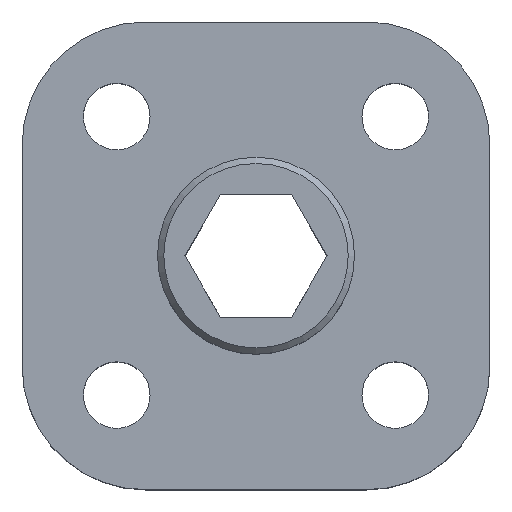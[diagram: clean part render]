
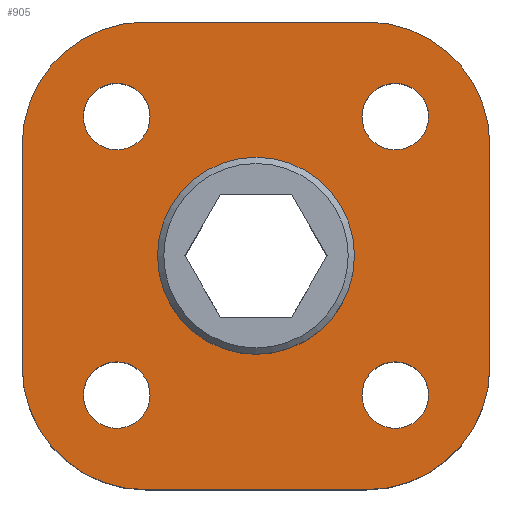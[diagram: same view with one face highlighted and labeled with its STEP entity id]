
A CAD part, top view. The second image highlights one B-rep face of the part: STEP entity #905.
In plain terms, the highlighted planar face has unit normal (0, 0, 1).
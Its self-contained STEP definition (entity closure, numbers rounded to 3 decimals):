
#41 = CARTESIAN_POINT ( 'NONE',  ( 9.5, -4.5, 7. ) ) ;
#44 = AXIS2_PLACEMENT_3D ( 'NONE', #1715, #1699, #1691 ) ;
#52 = VERTEX_POINT ( 'NONE', #1000 ) ;
#77 = EDGE_CURVE ( 'NONE', #2485, #52, #1403, .T. ) ;
#96 = EDGE_CURVE ( 'NONE', #1081, #458, #1118, .T. ) ;
#112 = AXIS2_PLACEMENT_3D ( 'NONE', #2968, #2949, #2925 ) ;
#273 = VECTOR ( 'NONE', #1987, 1000. ) ;
#344 = ORIENTED_EDGE ( 'NONE', *, *, #1889, .F. ) ;
#393 = EDGE_CURVE ( 'NONE', #3037, #2192, #1304, .T. ) ;
#436 = DIRECTION ( 'NONE',  ( 1., 0., 0. ) ) ;
#458 = VERTEX_POINT ( 'NONE', #1446 ) ;
#492 = AXIS2_PLACEMENT_3D ( 'NONE', #2293, #2285, #2278 ) ;
#498 = EDGE_LOOP ( 'NONE', ( #2980 ) ) ;
#605 = EDGE_CURVE ( 'NONE', #458, #2485, #1481, .T. ) ;
#632 = ORIENTED_EDGE ( 'NONE', *, *, #77, .T. ) ;
#687 = CARTESIAN_POINT ( 'NONE',  ( -4.5, -4.5, 7. ) ) ;
#699 = AXIS2_PLACEMENT_3D ( 'NONE', #687, #1898, #436 ) ;
#732 = DIRECTION ( 'NONE',  ( 0., 0., 1. ) ) ;
#736 = VERTEX_POINT ( 'NONE', #1722 ) ;
#775 = EDGE_CURVE ( 'NONE', #52, #2016, #1349, .T. ) ;
#791 = ORIENTED_EDGE ( 'NONE', *, *, #775, .T. ) ;
#813 = DIRECTION ( 'NONE',  ( 0., 0., 1. ) ) ;
#905 = ADVANCED_FACE ( 'NONE', ( #3014, #3001, #2975, #2981, #2987, #2992 ), #3030, .T. ) ;
#915 = CARTESIAN_POINT ( 'NONE',  ( 9.5, 4.5, 7. ) ) ;
#932 = CARTESIAN_POINT ( 'NONE',  ( -4.5, 4.5, 7. ) ) ;
#964 = CIRCLE ( 'NONE', #1487, 1.353 ) ;
#986 = DIRECTION ( 'NONE',  ( 1., 0., 0. ) ) ;
#1000 = CARTESIAN_POINT ( 'NONE',  ( -9.5, -4.5, 7. ) ) ;
#1006 = VERTEX_POINT ( 'NONE', #1960 ) ;
#1011 = EDGE_CURVE ( 'NONE', #736, #736, #1676, .T. ) ;
#1035 = ORIENTED_EDGE ( 'NONE', *, *, #1493, .T. ) ;
#1052 = CARTESIAN_POINT ( 'NONE',  ( -9.5, 9.5, 7. ) ) ;
#1059 = EDGE_CURVE ( 'NONE', #2016, #3037, #2499, .T. ) ;
#1073 = AXIS2_PLACEMENT_3D ( 'NONE', #1411, #1401, #1390 ) ;
#1081 = VERTEX_POINT ( 'NONE', #2447 ) ;
#1118 = LINE ( 'NONE', #1052, #2161 ) ;
#1125 = CARTESIAN_POINT ( 'NONE',  ( -4.5, -9.5, 7. ) ) ;
#1133 = VECTOR ( 'NONE', #2478, 1000. ) ;
#1148 = ORIENTED_EDGE ( 'NONE', *, *, #96, .T. ) ;
#1162 = EDGE_CURVE ( 'NONE', #2855, #1081, #2766, .T. ) ;
#1238 = CARTESIAN_POINT ( 'NONE',  ( -9.5, 9.5, 7. ) ) ;
#1304 = CIRCLE ( 'NONE', #3103, 5. ) ;
#1309 = EDGE_LOOP ( 'NONE', ( #344 ) ) ;
#1339 = EDGE_LOOP ( 'NONE', ( #2695 ) ) ;
#1344 = ORIENTED_EDGE ( 'NONE', *, *, #605, .T. ) ;
#1349 = CIRCLE ( 'NONE', #699, 5. ) ;
#1390 = DIRECTION ( 'NONE',  ( 1., 0., 0. ) ) ;
#1401 = DIRECTION ( 'NONE',  ( 0., 0., 1. ) ) ;
#1403 = LINE ( 'NONE', #1238, #2865 ) ;
#1411 = CARTESIAN_POINT ( 'NONE',  ( 5.657, -5.657, 7. ) ) ;
#1446 = CARTESIAN_POINT ( 'NONE',  ( -4.5, 9.5, 7. ) ) ;
#1471 = EDGE_LOOP ( 'NONE', ( #1035, #1538, #1148, #1344, #632, #791, #2413, #1949 ) ) ;
#1481 = CIRCLE ( 'NONE', #1486, 5. ) ;
#1486 = AXIS2_PLACEMENT_3D ( 'NONE', #932, #732, #986 ) ;
#1487 = AXIS2_PLACEMENT_3D ( 'NONE', #1921, #1907, #1893 ) ;
#1490 = AXIS2_PLACEMENT_3D ( 'NONE', #2971, #2953, #2940 ) ;
#1493 = EDGE_CURVE ( 'NONE', #2192, #2855, #2009, .T. ) ;
#1494 = VERTEX_POINT ( 'NONE', #2430 ) ;
#1519 = EDGE_CURVE ( 'NONE', #1494, #1494, #964, .T. ) ;
#1538 = ORIENTED_EDGE ( 'NONE', *, *, #1162, .T. ) ;
#1583 = CIRCLE ( 'NONE', #1490, 1.353 ) ;
#1622 = EDGE_LOOP ( 'NONE', ( #2862 ) ) ;
#1676 = CIRCLE ( 'NONE', #2812, 1.353 ) ;
#1691 = DIRECTION ( 'NONE',  ( 1., 0., 0. ) ) ;
#1699 = DIRECTION ( 'NONE',  ( 0., 0., 1. ) ) ;
#1715 = CARTESIAN_POINT ( 'NONE',  ( 0., 0., 7. ) ) ;
#1722 = CARTESIAN_POINT ( 'NONE',  ( 7.009, 5.657, 7. ) ) ;
#1760 = ORIENTED_EDGE ( 'NONE', *, *, #1011, .F. ) ;
#1837 = EDGE_CURVE ( 'NONE', #2187, #2187, #1879, .T. ) ;
#1879 = CIRCLE ( 'NONE', #44, 4. ) ;
#1889 = EDGE_CURVE ( 'NONE', #1006, #1006, #3099, .T. ) ;
#1893 = DIRECTION ( 'NONE',  ( 1., 0., 0. ) ) ;
#1898 = DIRECTION ( 'NONE',  ( 0., 0., 1. ) ) ;
#1907 = DIRECTION ( 'NONE',  ( 0., 0., 1. ) ) ;
#1921 = CARTESIAN_POINT ( 'NONE',  ( -5.657, -5.657, 7. ) ) ;
#1949 = ORIENTED_EDGE ( 'NONE', *, *, #393, .T. ) ;
#1960 = CARTESIAN_POINT ( 'NONE',  ( 7.009, -5.657, 7. ) ) ;
#1976 = VERTEX_POINT ( 'NONE', #2923 ) ;
#1987 = DIRECTION ( 'NONE',  ( 0., 1., 0. ) ) ;
#1990 = EDGE_LOOP ( 'NONE', ( #1760 ) ) ;
#1996 = CARTESIAN_POINT ( 'NONE',  ( 9.5, 9.5, 7. ) ) ;
#2009 = LINE ( 'NONE', #1996, #273 ) ;
#2016 = VERTEX_POINT ( 'NONE', #1125 ) ;
#2053 = DIRECTION ( 'NONE',  ( -1., 0., 0. ) ) ;
#2105 = DIRECTION ( 'NONE',  ( 1., 0., 0. ) ) ;
#2161 = VECTOR ( 'NONE', #2053, 1000. ) ;
#2187 = VERTEX_POINT ( 'NONE', #3126 ) ;
#2192 = VERTEX_POINT ( 'NONE', #41 ) ;
#2278 = DIRECTION ( 'NONE',  ( 1., 0., 0. ) ) ;
#2285 = DIRECTION ( 'NONE',  ( 0., 0., 1. ) ) ;
#2293 = CARTESIAN_POINT ( 'NONE',  ( 4.5, 4.5, 7. ) ) ;
#2413 = ORIENTED_EDGE ( 'NONE', *, *, #1059, .T. ) ;
#2430 = CARTESIAN_POINT ( 'NONE',  ( -4.304, -5.657, 7. ) ) ;
#2437 = CARTESIAN_POINT ( 'NONE',  ( 4.5, -9.5, 7. ) ) ;
#2443 = DIRECTION ( 'NONE',  ( 0., -1., 0. ) ) ;
#2447 = CARTESIAN_POINT ( 'NONE',  ( 4.5, 9.5, 7. ) ) ;
#2478 = DIRECTION ( 'NONE',  ( 1., 0., 0. ) ) ;
#2485 = VERTEX_POINT ( 'NONE', #2689 ) ;
#2491 = CARTESIAN_POINT ( 'NONE',  ( -9.5, -9.5, 7. ) ) ;
#2499 = LINE ( 'NONE', #2491, #1133 ) ;
#2619 = DIRECTION ( 'NONE',  ( 1., 0., 0. ) ) ;
#2635 = DIRECTION ( 'NONE',  ( 0., 0., 1. ) ) ;
#2650 = CARTESIAN_POINT ( 'NONE',  ( 5.657, 5.657, 7. ) ) ;
#2687 = CARTESIAN_POINT ( 'NONE',  ( 4.5, -4.5, 7. ) ) ;
#2689 = CARTESIAN_POINT ( 'NONE',  ( -9.5, 4.5, 7. ) ) ;
#2695 = ORIENTED_EDGE ( 'NONE', *, *, #1837, .F. ) ;
#2766 = CIRCLE ( 'NONE', #492, 5. ) ;
#2812 = AXIS2_PLACEMENT_3D ( 'NONE', #2650, #2635, #2619 ) ;
#2855 = VERTEX_POINT ( 'NONE', #915 ) ;
#2862 = ORIENTED_EDGE ( 'NONE', *, *, #3025, .F. ) ;
#2865 = VECTOR ( 'NONE', #2443, 1000. ) ;
#2923 = CARTESIAN_POINT ( 'NONE',  ( -4.304, 5.657, 7. ) ) ;
#2925 = DIRECTION ( 'NONE',  ( 1., 0., 0. ) ) ;
#2940 = DIRECTION ( 'NONE',  ( 1., 0., 0. ) ) ;
#2949 = DIRECTION ( 'NONE',  ( 0., 0., 1. ) ) ;
#2953 = DIRECTION ( 'NONE',  ( 0., 0., 1. ) ) ;
#2968 = CARTESIAN_POINT ( 'NONE',  ( 0., 0., 7. ) ) ;
#2971 = CARTESIAN_POINT ( 'NONE',  ( -5.657, 5.657, 7. ) ) ;
#2975 = FACE_BOUND ( 'NONE', #1309, .T. ) ;
#2980 = ORIENTED_EDGE ( 'NONE', *, *, #1519, .F. ) ;
#2981 = FACE_BOUND ( 'NONE', #498, .T. ) ;
#2987 = FACE_BOUND ( 'NONE', #1622, .T. ) ;
#2992 = FACE_OUTER_BOUND ( 'NONE', #1471, .T. ) ;
#3001 = FACE_BOUND ( 'NONE', #1990, .T. ) ;
#3014 = FACE_BOUND ( 'NONE', #1339, .T. ) ;
#3025 = EDGE_CURVE ( 'NONE', #1976, #1976, #1583, .T. ) ;
#3030 = PLANE ( 'NONE',  #112 ) ;
#3037 = VERTEX_POINT ( 'NONE', #2437 ) ;
#3099 = CIRCLE ( 'NONE', #1073, 1.353 ) ;
#3103 = AXIS2_PLACEMENT_3D ( 'NONE', #2687, #813, #2105 ) ;
#3126 = CARTESIAN_POINT ( 'NONE',  ( 4., 0., 7. ) ) ;
